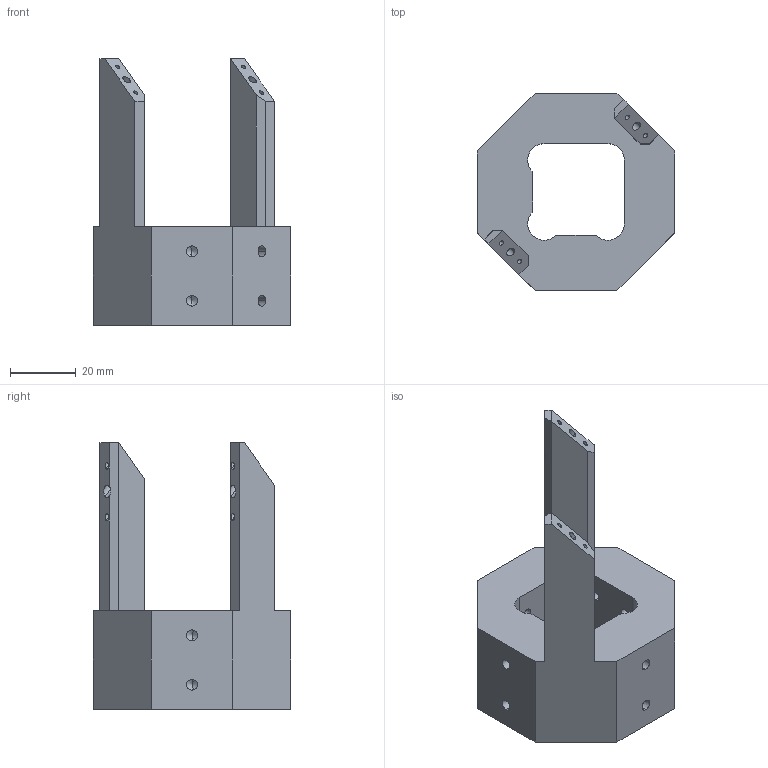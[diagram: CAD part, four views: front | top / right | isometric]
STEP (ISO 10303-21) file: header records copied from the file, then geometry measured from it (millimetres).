
FILE_DESCRIPTION (( 'STEP AP214' ), '1' );
FILE_NAME ('hex_body.STEP', '2022-06-21T08:35:23', ( '' ), ( '' ), 'SwSTEP 2.0', 'SolidWorks 2022', '' );
FILE_SCHEMA (( 'AUTOMOTIVE_DESIGN' ));
Length unit declared in the file: millimetre
Products named in the file (1): hex_body
Bounding box: 60 x 60 x 81 mm (x, y, z)
Volume: 71389.9 mm3; surface area: 19923.9 mm2
Topology: 1 solids, 1 shells, 106 faces, 296 edges, 180 vertices
Faces by surface type: cylinder 58, plane 28, cone 20
Entity records: 3942 total; most frequent: CARTESIAN_POINT 611, DIRECTION 578, ORIENTED_EDGE 552, EDGE_CURVE 276, AXIS2_PLACEMENT_3D 211, VERTEX_POINT 180, LINE 156, VECTOR 156
